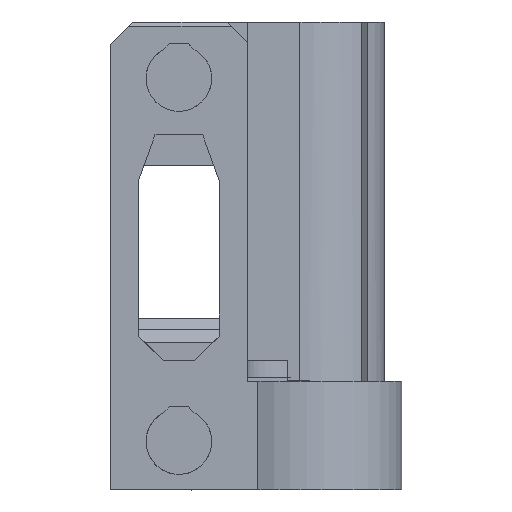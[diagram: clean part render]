
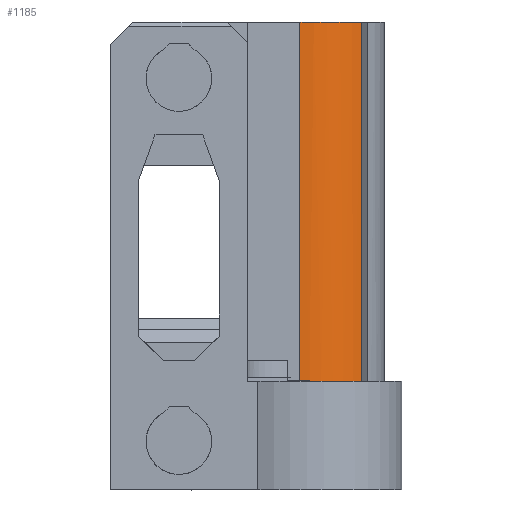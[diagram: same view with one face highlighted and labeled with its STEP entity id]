
A CAD part, front view. The second image highlights one B-rep face of the part: STEP entity #1185.
In plain terms, the highlighted cylindrical face has radius 10.475 mm (diameter 20.95 mm), a partial arc.
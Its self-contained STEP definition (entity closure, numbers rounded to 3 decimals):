
#320 = EDGE_CURVE ( 'NONE', #11237, #9102, #8195, .T. ) ;
#498 = FACE_OUTER_BOUND ( 'NONE', #3175, .T. ) ;
#517 = LINE ( 'NONE', #4212, #10359 ) ;
#843 = AXIS2_PLACEMENT_3D ( 'NONE', #13717, #15074, #13617 ) ;
#1088 = VERTEX_POINT ( 'NONE', #13567 ) ;
#1185 = ADVANCED_FACE ( 'NONE', ( #498 ), #8926, .T. ) ;
#1848 = DIRECTION ( 'NONE',  ( 0., 0., 1. ) ) ;
#2538 = VERTEX_POINT ( 'NONE', #7918 ) ;
#2567 = CARTESIAN_POINT ( 'NONE',  ( 0., -10.475, 13.51 ) ) ;
#2934 = DIRECTION ( 'NONE',  ( 0., 0., -1. ) ) ;
#3175 = EDGE_LOOP ( 'NONE', ( #9753, #9452, #7233, #14226, #16007, #14275 ) ) ;
#3275 = AXIS2_PLACEMENT_3D ( 'NONE', #13969, #13907, #16596 ) ;
#3753 = CARTESIAN_POINT ( 'NONE',  ( 1.192, -10.407, 13.51 ) ) ;
#3977 = VERTEX_POINT ( 'NONE', #11142 ) ;
#4212 = CARTESIAN_POINT ( 'NONE',  ( 7.694, -7.109, 0.5 ) ) ;
#4281 = VECTOR ( 'NONE', #15780, 1000. ) ;
#4389 = CARTESIAN_POINT ( 'NONE',  ( 0., -10.475, 0. ) ) ;
#4552 = EDGE_CURVE ( 'NONE', #9102, #3977, #9442, .T. ) ;
#5197 = CIRCLE ( 'NONE', #843, 10.475 ) ;
#5428 = AXIS2_PLACEMENT_3D ( 'NONE', #5745, #1848, #9587 ) ;
#5601 = CARTESIAN_POINT ( 'NONE',  ( 1.192, -10.407, -1. ) ) ;
#5745 = CARTESIAN_POINT ( 'NONE',  ( 0., 0., 0. ) ) ;
#6018 = DIRECTION ( 'NONE',  ( 0., 0., -1. ) ) ;
#6132 = CARTESIAN_POINT ( 'NONE',  ( 0.398, -10.475, 13.51 ) ) ;
#7233 = ORIENTED_EDGE ( 'NONE', *, *, #12722, .F. ) ;
#7835 = CARTESIAN_POINT ( 'NONE',  ( 1.192, -10.407, 13.51 ) ) ;
#7918 = CARTESIAN_POINT ( 'NONE',  ( 0., -10.475, 58. ) ) ;
#8066 = EDGE_CURVE ( 'NONE', #3977, #12798, #5197, .T. ) ;
#8195 = B_SPLINE_CURVE_WITH_KNOTS ( 'NONE', 3,
 ( #15058, #6132, #11373, #3753 ),
 .UNSPECIFIED., .F., .F.,
 ( 4, 4 ),
 ( 0., 1. ),
 .UNSPECIFIED. ) ;
#8926 = CYLINDRICAL_SURFACE ( 'NONE', #5428, 10.475 ) ;
#9102 = VERTEX_POINT ( 'NONE', #7835 ) ;
#9442 = LINE ( 'NONE', #5601, #4281 ) ;
#9452 = ORIENTED_EDGE ( 'NONE', *, *, #8066, .T. ) ;
#9538 = EDGE_CURVE ( 'NONE', #2538, #1088, #14131, .T. ) ;
#9587 = DIRECTION ( 'NONE',  ( 1., 0., 0. ) ) ;
#9753 = ORIENTED_EDGE ( 'NONE', *, *, #4552, .T. ) ;
#10359 = VECTOR ( 'NONE', #2934, 1000. ) ;
#11142 = CARTESIAN_POINT ( 'NONE',  ( 1.192, -10.407, 13.5 ) ) ;
#11237 = VERTEX_POINT ( 'NONE', #2567 ) ;
#11373 = CARTESIAN_POINT ( 'NONE',  ( 0.797, -10.452, 13.51 ) ) ;
#11761 = LINE ( 'NONE', #4389, #14538 ) ;
#12722 = EDGE_CURVE ( 'NONE', #1088, #12798, #517, .T. ) ;
#12798 = VERTEX_POINT ( 'NONE', #13206 ) ;
#13206 = CARTESIAN_POINT ( 'NONE',  ( 7.694, -7.109, 13.5 ) ) ;
#13567 = CARTESIAN_POINT ( 'NONE',  ( 7.694, -7.109, 58. ) ) ;
#13617 = DIRECTION ( 'NONE',  ( 1., 0., 0. ) ) ;
#13717 = CARTESIAN_POINT ( 'NONE',  ( 0., 0., 13.5 ) ) ;
#13907 = DIRECTION ( 'NONE',  ( 0., 0., 1. ) ) ;
#13969 = CARTESIAN_POINT ( 'NONE',  ( 0., 0., 58. ) ) ;
#14131 = CIRCLE ( 'NONE', #3275, 10.475 ) ;
#14226 = ORIENTED_EDGE ( 'NONE', *, *, #9538, .F. ) ;
#14275 = ORIENTED_EDGE ( 'NONE', *, *, #320, .T. ) ;
#14538 = VECTOR ( 'NONE', #6018, 1000. ) ;
#15058 = CARTESIAN_POINT ( 'NONE',  ( 0., -10.475, 13.51 ) ) ;
#15074 = DIRECTION ( 'NONE',  ( 0., 0., 1. ) ) ;
#15780 = DIRECTION ( 'NONE',  ( 0., 0., -1. ) ) ;
#16007 = ORIENTED_EDGE ( 'NONE', *, *, #16243, .T. ) ;
#16243 = EDGE_CURVE ( 'NONE', #2538, #11237, #11761, .T. ) ;
#16596 = DIRECTION ( 'NONE',  ( 1., 0., 0. ) ) ;
